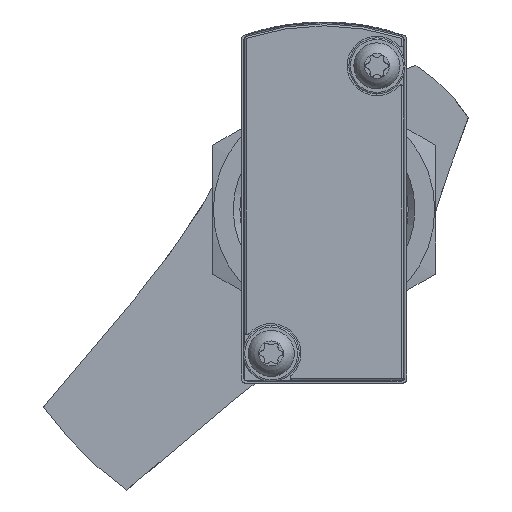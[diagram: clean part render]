
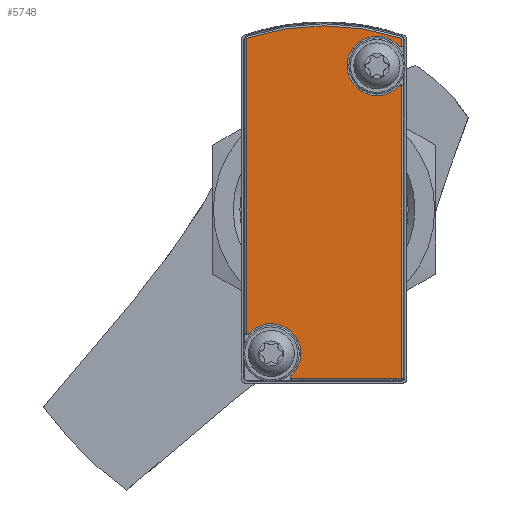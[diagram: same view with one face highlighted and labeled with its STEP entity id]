
A CAD part, front view. The second image highlights one B-rep face of the part: STEP entity #5748.
In plain terms, the highlighted planar face has unit normal (0, -1, 0).
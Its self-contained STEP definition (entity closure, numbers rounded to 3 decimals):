
#110=PLANE('',#6094);
#221=LINE('',#8546,#487);
#222=LINE('',#8555,#488);
#223=LINE('',#8559,#489);
#224=LINE('',#8567,#490);
#487=VECTOR('',#6815,1000.);
#488=VECTOR('',#6822,1000.);
#489=VECTOR('',#6825,1000.);
#490=VECTOR('',#6832,1000.);
#753=CIRCLE('',#6095,0.4);
#754=CIRCLE('',#6096,3.6);
#755=CIRCLE('',#6097,0.4);
#756=CIRCLE('',#6098,29.537);
#757=CIRCLE('',#6099,0.4);
#758=CIRCLE('',#6100,3.6);
#759=CIRCLE('',#6101,0.4);
#1128=ORIENTED_EDGE('',*,*,#2530,.T.);
#1129=ORIENTED_EDGE('',*,*,#2531,.F.);
#1130=ORIENTED_EDGE('',*,*,#2532,.T.);
#1131=ORIENTED_EDGE('',*,*,#2533,.F.);
#1132=ORIENTED_EDGE('',*,*,#2534,.T.);
#1133=ORIENTED_EDGE('',*,*,#2535,.T.);
#1134=ORIENTED_EDGE('',*,*,#2536,.F.);
#1135=ORIENTED_EDGE('',*,*,#2537,.F.);
#1136=ORIENTED_EDGE('',*,*,#2538,.T.);
#1137=ORIENTED_EDGE('',*,*,#2539,.F.);
#1138=ORIENTED_EDGE('',*,*,#2540,.T.);
#2530=EDGE_CURVE('',#3231,#3232,#221,.F.);
#2531=EDGE_CURVE('',#3233,#3232,#753,.T.);
#2532=EDGE_CURVE('',#3233,#3234,#754,.T.);
#2533=EDGE_CURVE('',#3235,#3234,#755,.T.);
#2534=EDGE_CURVE('',#3235,#3236,#222,.F.);
#2535=EDGE_CURVE('',#3236,#3237,#756,.T.);
#2536=EDGE_CURVE('',#3238,#3237,#223,.F.);
#2537=EDGE_CURVE('',#3239,#3238,#757,.T.);
#2538=EDGE_CURVE('',#3239,#3240,#758,.T.);
#2539=EDGE_CURVE('',#3241,#3240,#759,.T.);
#2540=EDGE_CURVE('',#3241,#3231,#224,.T.);
#3231=VERTEX_POINT('',#8547);
#3232=VERTEX_POINT('',#8548);
#3233=VERTEX_POINT('',#8550);
#3234=VERTEX_POINT('',#8552);
#3235=VERTEX_POINT('',#8554);
#3236=VERTEX_POINT('',#8556);
#3237=VERTEX_POINT('',#8558);
#3238=VERTEX_POINT('',#8560);
#3239=VERTEX_POINT('',#8562);
#3240=VERTEX_POINT('',#8564);
#3241=VERTEX_POINT('',#8566);
#3789=EDGE_LOOP('',(#1128,#1129,#1130,#1131,#1132,#1133,#1134,#1135,#1136,
#1137,#1138));
#4243=FACE_BOUND('',#3789,.T.);
#5748=ADVANCED_FACE('',(#4243),#110,.F.);
#6094=AXIS2_PLACEMENT_3D('',#8545,#6813,#6814);
#6095=AXIS2_PLACEMENT_3D('',#8549,#6816,#6817);
#6096=AXIS2_PLACEMENT_3D('',#8551,#6818,#6819);
#6097=AXIS2_PLACEMENT_3D('',#8553,#6820,#6821);
#6098=AXIS2_PLACEMENT_3D('',#8557,#6823,#6824);
#6099=AXIS2_PLACEMENT_3D('',#8561,#6826,#6827);
#6100=AXIS2_PLACEMENT_3D('',#8563,#6828,#6829);
#6101=AXIS2_PLACEMENT_3D('',#8565,#6830,#6831);
#6813=DIRECTION('',(0.,1.,0.));
#6814=DIRECTION('',(0.,0.,1.));
#6815=DIRECTION('',(-1.,0.,0.));
#6816=DIRECTION('',(0.,1.,0.));
#6817=DIRECTION('',(1.,0.,0.));
#6818=DIRECTION('',(0.,1.,0.));
#6819=DIRECTION('',(1.,0.,0.));
#6820=DIRECTION('',(0.,1.,0.));
#6821=DIRECTION('',(1.,0.,0.));
#6822=DIRECTION('',(-1.,0.,0.));
#6823=DIRECTION('',(0.,-1.,0.));
#6824=DIRECTION('',(0.,0.,-1.));
#6825=DIRECTION('',(-1.,0.,0.));
#6826=DIRECTION('',(0.,1.,0.));
#6827=DIRECTION('',(1.,0.,0.));
#6828=DIRECTION('',(0.,1.,0.));
#6829=DIRECTION('',(1.,0.,0.));
#6830=DIRECTION('',(0.,1.,0.));
#6831=DIRECTION('',(1.,0.,0.));
#6832=DIRECTION('',(0.,0.,-1.));
#8545=CARTESIAN_POINT('',(-20.25,-13.2,-9.25));
#8546=CARTESIAN_POINT('',(25.,-13.2,-9.387));
#8547=CARTESIAN_POINT('',(-20.387,-13.2,-9.387));
#8548=CARTESIAN_POINT('',(15.097,-13.2,-9.387));
#8549=CARTESIAN_POINT('',(14.699,-13.2,-9.35));
#8550=CARTESIAN_POINT('',(14.969,-13.2,-9.055));
#8551=CARTESIAN_POINT('',(17.4,-13.2,-6.4));
#8552=CARTESIAN_POINT('',(19.831,-13.2,-9.055));
#8553=CARTESIAN_POINT('',(20.101,-13.2,-9.35));
#8554=CARTESIAN_POINT('',(19.703,-13.2,-9.387));
#8555=CARTESIAN_POINT('',(25.,-13.2,-9.387));
#8556=CARTESIAN_POINT('',(20.722,-13.2,-9.387));
#8557=CARTESIAN_POINT('',(-7.284,-13.2,0.));
#8558=CARTESIAN_POINT('',(20.722,-13.2,9.387));
#8559=CARTESIAN_POINT('',(25.,-13.2,9.387));
#8560=CARTESIAN_POINT('',(-15.097,-13.2,9.387));
#8561=CARTESIAN_POINT('',(-14.699,-13.2,9.35));
#8562=CARTESIAN_POINT('',(-14.969,-13.2,9.055));
#8563=CARTESIAN_POINT('',(-17.4,-13.2,6.4));
#8564=CARTESIAN_POINT('',(-20.055,-13.2,3.969));
#8565=CARTESIAN_POINT('',(-20.35,-13.2,3.699));
#8566=CARTESIAN_POINT('',(-20.387,-13.2,4.097));
#8567=CARTESIAN_POINT('',(-20.387,-13.2,10.));
